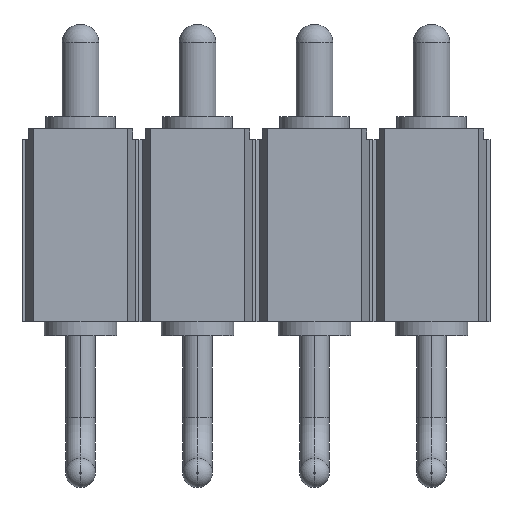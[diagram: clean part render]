
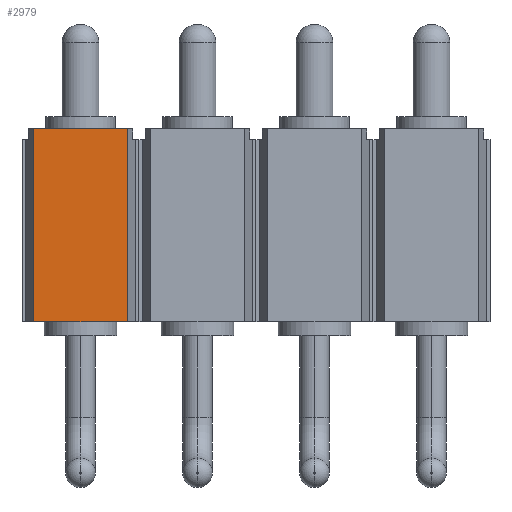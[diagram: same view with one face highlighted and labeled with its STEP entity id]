
A CAD part, front view. The second image highlights one B-rep face of the part: STEP entity #2979.
In plain terms, the highlighted planar face has unit normal (0, -1, 0).
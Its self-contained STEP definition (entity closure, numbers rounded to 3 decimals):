
#112 = DIRECTION ( 'NONE',  ( 0., 0., -1. ) ) ;
#340 = EDGE_CURVE ( 'NONE', #3114, #756, #3039, .T. ) ;
#397 = ORIENTED_EDGE ( 'NONE', *, *, #3376, .T. ) ;
#553 = CARTESIAN_POINT ( 'NONE',  ( -1., -1.27, 4.19 ) ) ;
#746 = LINE ( 'NONE', #5906, #1932 ) ;
#751 = CARTESIAN_POINT ( 'NONE',  ( -1.011, -1.27, 0. ) ) ;
#756 = VERTEX_POINT ( 'NONE', #751 ) ;
#1092 = CARTESIAN_POINT ( 'NONE',  ( -1.011, -1.27, 4.19 ) ) ;
#1256 = LINE ( 'NONE', #3622, #6084 ) ;
#1697 = DIRECTION ( 'NONE',  ( 1., 0., 0. ) ) ;
#1725 = EDGE_CURVE ( 'NONE', #3114, #5234, #2753, .T. ) ;
#1894 = PLANE ( 'NONE',  #2455 ) ;
#1920 = CARTESIAN_POINT ( 'NONE',  ( -1.011, -1.27, 4.19 ) ) ;
#1932 = VECTOR ( 'NONE', #3042, 1000. ) ;
#2455 = AXIS2_PLACEMENT_3D ( 'NONE', #4773, #2836, #4291 ) ;
#2578 = ORIENTED_EDGE ( 'NONE', *, *, #1725, .F. ) ;
#2678 = EDGE_CURVE ( 'NONE', #756, #4522, #1256, .T. ) ;
#2753 = LINE ( 'NONE', #553, #3139 ) ;
#2836 = DIRECTION ( 'NONE',  ( 0., 1., 0. ) ) ;
#2979 = ADVANCED_FACE ( 'NONE', ( #4404 ), #1894, .F. ) ;
#3038 = ORIENTED_EDGE ( 'NONE', *, *, #340, .T. ) ;
#3039 = LINE ( 'NONE', #1920, #5012 ) ;
#3042 = DIRECTION ( 'NONE',  ( 0., 0., 1. ) ) ;
#3114 = VERTEX_POINT ( 'NONE', #1092 ) ;
#3139 = VECTOR ( 'NONE', #5847, 1000. ) ;
#3376 = EDGE_CURVE ( 'NONE', #4522, #5234, #746, .T. ) ;
#3622 = CARTESIAN_POINT ( 'NONE',  ( -1., -1.27, 0. ) ) ;
#3925 = ORIENTED_EDGE ( 'NONE', *, *, #2678, .T. ) ;
#4291 = DIRECTION ( 'NONE',  ( 0., 0., 1. ) ) ;
#4404 = FACE_OUTER_BOUND ( 'NONE', #4984, .T. ) ;
#4522 = VERTEX_POINT ( 'NONE', #5494 ) ;
#4773 = CARTESIAN_POINT ( 'NONE',  ( -1., -1.27, 4.19 ) ) ;
#4984 = EDGE_LOOP ( 'NONE', ( #3925, #397, #2578, #3038 ) ) ;
#5012 = VECTOR ( 'NONE', #112, 1000. ) ;
#5234 = VERTEX_POINT ( 'NONE', #5325 ) ;
#5325 = CARTESIAN_POINT ( 'NONE',  ( 1.011, -1.27, 4.19 ) ) ;
#5494 = CARTESIAN_POINT ( 'NONE',  ( 1.011, -1.27, 0. ) ) ;
#5847 = DIRECTION ( 'NONE',  ( 1., 0., 0. ) ) ;
#5906 = CARTESIAN_POINT ( 'NONE',  ( 1.011, -1.27, 4.19 ) ) ;
#6084 = VECTOR ( 'NONE', #1697, 1000. ) ;
